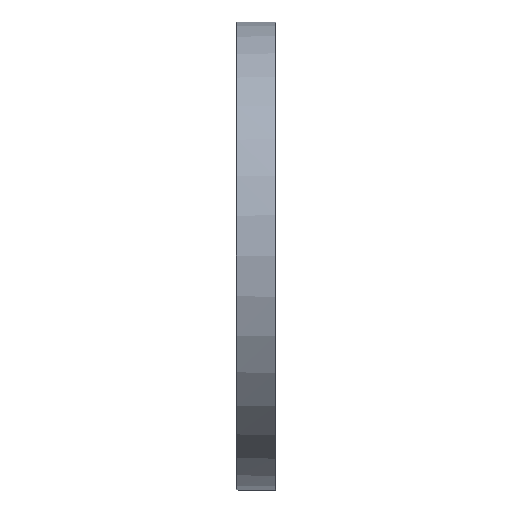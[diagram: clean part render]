
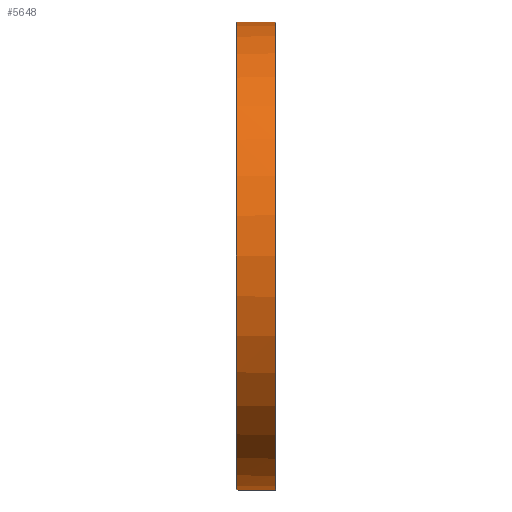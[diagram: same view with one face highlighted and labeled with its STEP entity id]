
A CAD part, left-side view. The second image highlights one B-rep face of the part: STEP entity #5648.
In plain terms, the highlighted cylindrical face has radius 153 mm (diameter 306 mm), a partial arc.
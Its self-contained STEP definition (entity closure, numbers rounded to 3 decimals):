
#121 = DIRECTION ( 'NONE',  ( 0., 0., -1. ) ) ;
#277 = DIRECTION ( 'NONE',  ( 0., 1., 0. ) ) ;
#387 = CARTESIAN_POINT ( 'NONE',  ( -1.5, 0., -152.993 ) ) ;
#473 = DIRECTION ( 'NONE',  ( 0., 1., 0. ) ) ;
#537 = AXIS2_PLACEMENT_3D ( 'NONE', #5231, #1852, #5807 ) ;
#546 = EDGE_CURVE ( 'NONE', #6461, #3888, #4558, .T. ) ;
#549 = CARTESIAN_POINT ( 'NONE',  ( 0., 25.6, 0. ) ) ;
#681 = AXIS2_PLACEMENT_3D ( 'NONE', #3855, #473, #4438 ) ;
#719 = LINE ( 'NONE', #2885, #5058 ) ;
#743 = VECTOR ( 'NONE', #4921, 1000. ) ;
#805 = AXIS2_PLACEMENT_3D ( 'NONE', #6878, #5769, #121 ) ;
#923 = LINE ( 'NONE', #5500, #743 ) ;
#959 = CARTESIAN_POINT ( 'NONE',  ( 0., 24.7, 153. ) ) ;
#1125 = DIRECTION ( 'NONE',  ( 0., 0., -1. ) ) ;
#1148 = VERTEX_POINT ( 'NONE', #959 ) ;
#1180 = DIRECTION ( 'NONE',  ( 0., 1., 0. ) ) ;
#1202 = EDGE_CURVE ( 'NONE', #3094, #1410, #4893, .T. ) ;
#1207 = CIRCLE ( 'NONE', #7079, 153. ) ;
#1410 = VERTEX_POINT ( 'NONE', #6869 ) ;
#1446 = EDGE_CURVE ( 'NONE', #2008, #1148, #6131, .T. ) ;
#1679 = CARTESIAN_POINT ( 'NONE',  ( 0., 24.7, -153. ) ) ;
#1850 = ORIENTED_EDGE ( 'NONE', *, *, #3060, .T. ) ;
#1852 = DIRECTION ( 'NONE',  ( 0., 1., 0. ) ) ;
#1888 = EDGE_CURVE ( 'NONE', #1148, #1410, #3138, .T. ) ;
#2008 = VERTEX_POINT ( 'NONE', #4036 ) ;
#2104 = DIRECTION ( 'NONE',  ( 0., -1., 0. ) ) ;
#2157 = EDGE_CURVE ( 'NONE', #2405, #3888, #5680, .T. ) ;
#2193 = CYLINDRICAL_SURFACE ( 'NONE', #805, 153. ) ;
#2287 = CARTESIAN_POINT ( 'NONE',  ( 0., 0., 153. ) ) ;
#2405 = VERTEX_POINT ( 'NONE', #1679 ) ;
#2434 = VERTEX_POINT ( 'NONE', #5086 ) ;
#2462 = ORIENTED_EDGE ( 'NONE', *, *, #1446, .F. ) ;
#2649 = EDGE_LOOP ( 'NONE', ( #2678, #2462, #1850, #6358, #4328, #5121, #3631, #5245 ) ) ;
#2678 = ORIENTED_EDGE ( 'NONE', *, *, #1888, .F. ) ;
#2885 = CARTESIAN_POINT ( 'NONE',  ( -1.5, 0., 152.993 ) ) ;
#2965 = AXIS2_PLACEMENT_3D ( 'NONE', #3661, #277, #4218 ) ;
#3060 = EDGE_CURVE ( 'NONE', #2008, #2434, #719, .T. ) ;
#3094 = VERTEX_POINT ( 'NONE', #4620 ) ;
#3138 = LINE ( 'NONE', #2287, #4261 ) ;
#3631 = ORIENTED_EDGE ( 'NONE', *, *, #7032, .T. ) ;
#3661 = CARTESIAN_POINT ( 'NONE',  ( 0., 24.7, 0. ) ) ;
#3850 = FACE_OUTER_BOUND ( 'NONE', #2649, .T. ) ;
#3855 = CARTESIAN_POINT ( 'NONE',  ( 0., 0.4, 0. ) ) ;
#3888 = VERTEX_POINT ( 'NONE', #5372 ) ;
#4036 = CARTESIAN_POINT ( 'NONE',  ( -1.5, 24.7, 152.993 ) ) ;
#4218 = DIRECTION ( 'NONE',  ( 0., 0., 1. ) ) ;
#4261 = VECTOR ( 'NONE', #6233, 1000. ) ;
#4328 = ORIENTED_EDGE ( 'NONE', *, *, #546, .T. ) ;
#4362 = VECTOR ( 'NONE', #2104, 1000. ) ;
#4438 = DIRECTION ( 'NONE',  ( 0., 0., 1. ) ) ;
#4515 = DIRECTION ( 'NONE',  ( 0., -1., 0. ) ) ;
#4558 = LINE ( 'NONE', #387, #4362 ) ;
#4620 = CARTESIAN_POINT ( 'NONE',  ( 0., 0.4, -153. ) ) ;
#4893 = CIRCLE ( 'NONE', #681, 153. ) ;
#4921 = DIRECTION ( 'NONE',  ( 0., -1., 0. ) ) ;
#5058 = VECTOR ( 'NONE', #1180, 1000. ) ;
#5086 = CARTESIAN_POINT ( 'NONE',  ( -1.5, 25.6, 152.993 ) ) ;
#5121 = ORIENTED_EDGE ( 'NONE', *, *, #2157, .F. ) ;
#5231 = CARTESIAN_POINT ( 'NONE',  ( 0., 24.7, 0. ) ) ;
#5245 = ORIENTED_EDGE ( 'NONE', *, *, #1202, .T. ) ;
#5372 = CARTESIAN_POINT ( 'NONE',  ( -1.5, 24.7, -152.993 ) ) ;
#5500 = CARTESIAN_POINT ( 'NONE',  ( 0., 0., -153. ) ) ;
#5648 = ADVANCED_FACE ( 'NONE', ( #3850 ), #2193, .T. ) ;
#5680 = CIRCLE ( 'NONE', #2965, 153. ) ;
#5769 = DIRECTION ( 'NONE',  ( 0., -1., 0. ) ) ;
#5807 = DIRECTION ( 'NONE',  ( 0., 0., 1. ) ) ;
#6058 = EDGE_CURVE ( 'NONE', #2434, #6461, #1207, .T. ) ;
#6131 = CIRCLE ( 'NONE', #537, 153. ) ;
#6233 = DIRECTION ( 'NONE',  ( 0., -1., 0. ) ) ;
#6358 = ORIENTED_EDGE ( 'NONE', *, *, #6058, .T. ) ;
#6461 = VERTEX_POINT ( 'NONE', #7055 ) ;
#6869 = CARTESIAN_POINT ( 'NONE',  ( 0., 0.4, 153. ) ) ;
#6878 = CARTESIAN_POINT ( 'NONE',  ( 0., 0., 0. ) ) ;
#7032 = EDGE_CURVE ( 'NONE', #2405, #3094, #923, .T. ) ;
#7055 = CARTESIAN_POINT ( 'NONE',  ( -1.5, 25.6, -152.993 ) ) ;
#7079 = AXIS2_PLACEMENT_3D ( 'NONE', #549, #4515, #1125 ) ;
